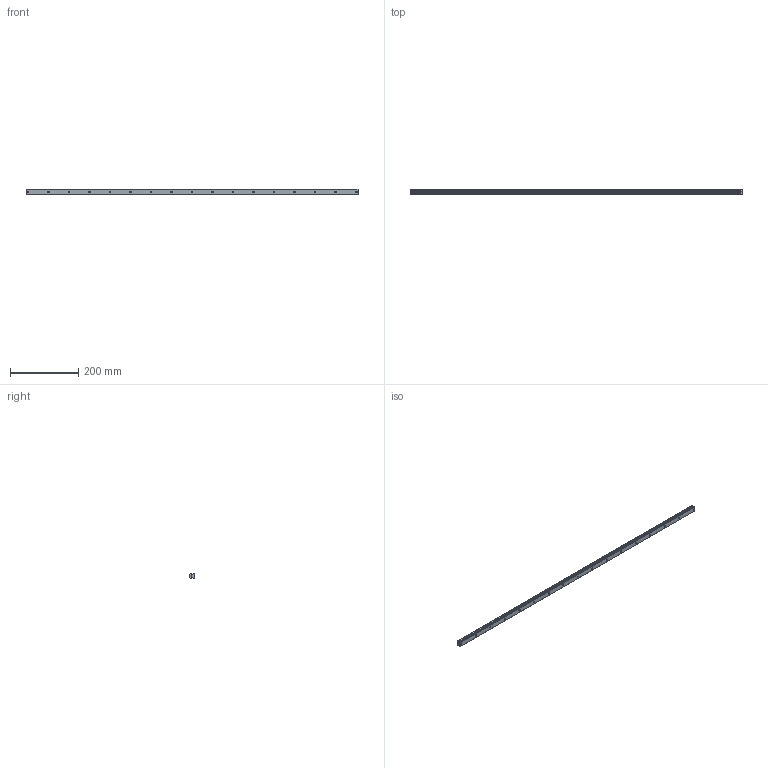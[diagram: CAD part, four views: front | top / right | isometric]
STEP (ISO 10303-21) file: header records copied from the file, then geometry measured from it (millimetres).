
FILE_DESCRIPTION (( 'STEP AP214' ), '1' );
FILE_NAME ('SHS15 970L G5.STEP', '2021-05-25T10:55:57', ( '' ), ( '' ), 'SwSTEP 2.0', 'SolidWorks 2021', '' );
FILE_SCHEMA (( 'AUTOMOTIVE_DESIGN' ));
Length unit declared in the file: millimetre
Products named in the file (2): _SHS15C9705 Track; SHS15 970L G5
Assembly tree (1 placements, depth 2):
  SHS15 970L G5
    _SHS15C9705 Track
Bounding box: 970 x 13 x 15 mm (x, y, z)
Volume: 156571.9 mm3; surface area: 58665.9 mm2
Topology: 1 solids, 1 shells, 130 faces, 333 edges, 222 vertices
Faces by surface type: cylinder 91, plane 39
Entity records: 4173 total; most frequent: DIRECTION 783, CARTESIAN_POINT 689, ORIENTED_EDGE 666, EDGE_CURVE 333, AXIS2_PLACEMENT_3D 316, VERTEX_POINT 222, CIRCLE 182, EDGE_LOOP 181
